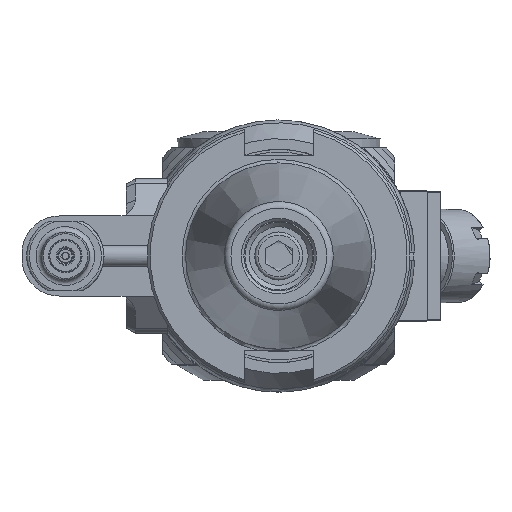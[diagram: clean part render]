
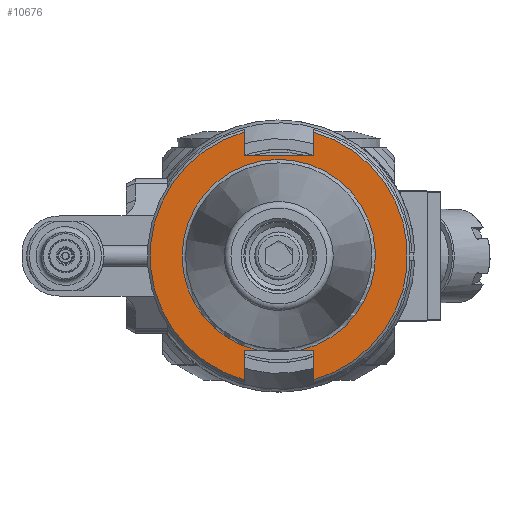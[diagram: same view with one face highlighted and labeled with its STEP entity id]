
A CAD part, left-side view. The second image highlights one B-rep face of the part: STEP entity #10676.
In plain terms, the highlighted planar face has unit normal (-1, 0, 0).
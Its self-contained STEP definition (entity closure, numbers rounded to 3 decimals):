
#527=PLANE('',#11625);
#1110=FACE_OUTER_BOUND('',#1790,.T.);
#1790=EDGE_LOOP('',(#8241,#8242,#8243,#8244,#8245,#8246,#8247,#8248,#8249,
#8250,#8251));
#2444=CIRCLE('',#11626,48.225);
#2445=CIRCLE('',#11627,48.225);
#2446=CIRCLE('',#11628,36.225);
#2447=CIRCLE('',#11629,36.225);
#3107=LINE('',#58105,#3923);
#3110=LINE('',#58123,#3926);
#3122=LINE('',#58168,#3938);
#3123=LINE('',#58173,#3939);
#3124=LINE('',#58176,#3940);
#3125=LINE('',#58180,#3941);
#3126=LINE('',#58182,#3942);
#3923=VECTOR('',#13388,8.734);
#3926=VECTOR('',#13403,11.147);
#3938=VECTOR('',#13449,25.908);
#3939=VECTOR('',#13454,4.846);
#3940=VECTOR('',#13457,8.734);
#3941=VECTOR('',#13460,11.147);
#3942=VECTOR('',#13461,4.846);
#4828=VERTEX_POINT('',#58102);
#4829=VERTEX_POINT('',#58104);
#4834=VERTEX_POINT('',#58120);
#4835=VERTEX_POINT('',#58122);
#4848=VERTEX_POINT('',#58166);
#4850=VERTEX_POINT('',#58172);
#4851=VERTEX_POINT('',#58175);
#4852=VERTEX_POINT('',#58177);
#4853=VERTEX_POINT('',#58179);
#4854=VERTEX_POINT('',#58181);
#4855=VERTEX_POINT('',#58183);
#6061=EDGE_CURVE('',#4828,#4829,#3107,.T.);
#6069=EDGE_CURVE('',#4834,#4835,#3110,.T.);
#6091=EDGE_CURVE('',#4828,#4848,#3122,.T.);
#6093=EDGE_CURVE('',#4850,#4835,#3123,.T.);
#6094=EDGE_CURVE('',#4834,#4829,#2444,.T.);
#6095=EDGE_CURVE('',#4851,#4848,#3124,.T.);
#6096=EDGE_CURVE('',#4851,#4852,#2445,.T.);
#6097=EDGE_CURVE('',#4853,#4852,#3125,.T.);
#6098=EDGE_CURVE('',#4853,#4854,#3126,.T.);
#6099=EDGE_CURVE('',#4854,#4855,#2446,.T.);
#6100=EDGE_CURVE('',#4855,#4850,#2447,.T.);
#8241=ORIENTED_EDGE('',*,*,#6093,.T.);
#8242=ORIENTED_EDGE('',*,*,#6069,.F.);
#8243=ORIENTED_EDGE('',*,*,#6094,.T.);
#8244=ORIENTED_EDGE('',*,*,#6061,.F.);
#8245=ORIENTED_EDGE('',*,*,#6091,.T.);
#8246=ORIENTED_EDGE('',*,*,#6095,.F.);
#8247=ORIENTED_EDGE('',*,*,#6096,.T.);
#8248=ORIENTED_EDGE('',*,*,#6097,.F.);
#8249=ORIENTED_EDGE('',*,*,#6098,.T.);
#8250=ORIENTED_EDGE('',*,*,#6099,.T.);
#8251=ORIENTED_EDGE('',*,*,#6100,.T.);
#10676=ADVANCED_FACE('',(#1110),#527,.F.);
#11625=AXIS2_PLACEMENT_3D('',#58171,#13452,#13453);
#11626=AXIS2_PLACEMENT_3D('',#58174,#13455,#13456);
#11627=AXIS2_PLACEMENT_3D('',#58178,#13458,#13459);
#11628=AXIS2_PLACEMENT_3D('',#58184,#13462,#13463);
#11629=AXIS2_PLACEMENT_3D('',#58185,#13464,#13465);
#13388=DIRECTION('',(0.,0.,1.));
#13403=DIRECTION('',(0.,0.,1.));
#13449=DIRECTION('',(0.,1.,0.));
#13452=DIRECTION('center_axis',(1.,0.,0.));
#13453=DIRECTION('ref_axis',(0.,-1.,0.));
#13454=DIRECTION('',(0.,-1.,0.));
#13455=DIRECTION('center_axis',(-1.,0.,0.));
#13456=DIRECTION('ref_axis',(0.,-0.269,-0.963));
#13457=DIRECTION('',(0.,0.,-1.));
#13458=DIRECTION('center_axis',(-1.,0.,0.));
#13459=DIRECTION('ref_axis',(0.,0.269,0.963));
#13460=DIRECTION('',(0.,0.,-1.));
#13461=DIRECTION('',(0.,-1.,0.));
#13462=DIRECTION('center_axis',(1.,0.,0.));
#13463=DIRECTION('ref_axis',(0.,-1.,0.));
#13464=DIRECTION('center_axis',(1.,0.,0.));
#13465=DIRECTION('ref_axis',(0.,-1.,0.));
#58102=CARTESIAN_POINT('',(3.175,-12.954,37.719));
#58104=CARTESIAN_POINT('',(3.175,-12.954,46.453));
#58105=CARTESIAN_POINT('',(3.175,-12.954,37.719));
#58120=CARTESIAN_POINT('',(3.175,-12.954,-46.453));
#58122=CARTESIAN_POINT('',(3.175,-12.954,-35.306));
#58123=CARTESIAN_POINT('',(3.175,-12.954,-46.453));
#58166=CARTESIAN_POINT('',(3.175,12.954,37.719));
#58168=CARTESIAN_POINT('',(3.175,-12.954,37.719));
#58171=CARTESIAN_POINT('Origin',(3.175,-42.625,0.));
#58172=CARTESIAN_POINT('',(3.175,-8.108,-35.306));
#58173=CARTESIAN_POINT('',(3.175,-8.108,-35.306));
#58174=CARTESIAN_POINT('Origin',(3.175,0.,0.));
#58175=CARTESIAN_POINT('',(3.175,12.954,46.453));
#58176=CARTESIAN_POINT('',(3.175,12.954,46.453));
#58177=CARTESIAN_POINT('',(3.175,12.954,-46.453));
#58178=CARTESIAN_POINT('Origin',(3.175,0.,0.));
#58179=CARTESIAN_POINT('',(3.175,12.954,-35.306));
#58180=CARTESIAN_POINT('',(3.175,12.954,-35.306));
#58181=CARTESIAN_POINT('',(3.175,8.108,-35.306));
#58182=CARTESIAN_POINT('',(3.175,12.954,-35.306));
#58183=CARTESIAN_POINT('',(3.175,36.225,0.));
#58184=CARTESIAN_POINT('Origin',(3.175,0.,0.));
#58185=CARTESIAN_POINT('Origin',(3.175,0.,0.));
